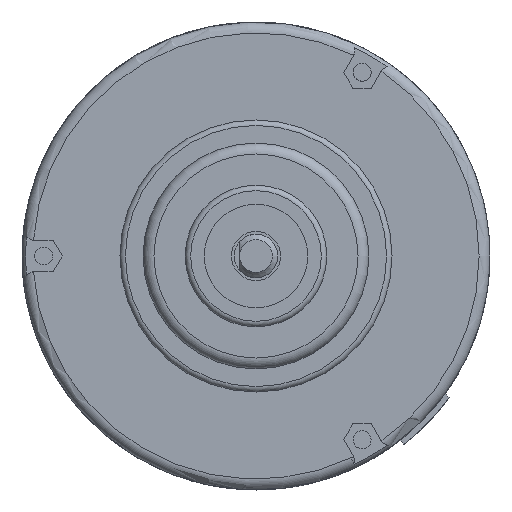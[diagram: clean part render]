
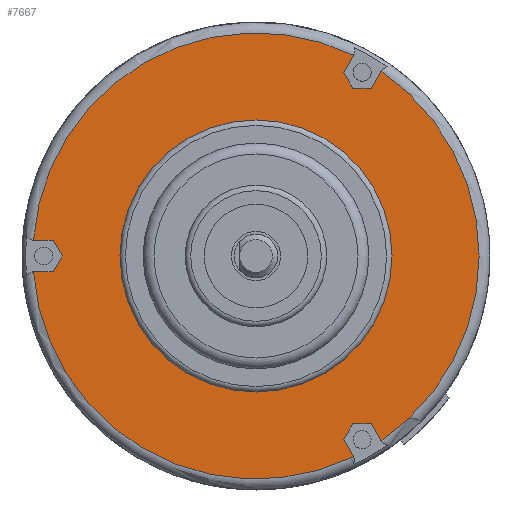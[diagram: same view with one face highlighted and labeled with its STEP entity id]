
A CAD part, left-side view. The second image highlights one B-rep face of the part: STEP entity #7667.
In plain terms, the highlighted planar face has unit normal (-1, 0, 0).
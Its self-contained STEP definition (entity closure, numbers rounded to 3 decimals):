
#6883=CARTESIAN_POINT('',(-48.,-16.126,33.731));
#6884=VERTEX_POINT('',#6883);
#6891=CARTESIAN_POINT('',(-48.,-17.8,30.831));
#6892=VERTEX_POINT('',#6891);
#6893=CARTESIAN_POINT('',(-48.,-17.8,30.831));
#6894=DIRECTION('',(0.0,0.5,0.866));
#6895=VECTOR('',#6894,3.349);
#6896=LINE('',#6893,#6895);
#6897=EDGE_CURVE('',#6892,#6884,#6896,.T.);
#6922=CARTESIAN_POINT('',(-48.,-21.149,30.831));
#6923=VERTEX_POINT('',#6922);
#6924=CARTESIAN_POINT('',(-48.,-21.149,30.831));
#6925=DIRECTION('',(0.0,1.0,0.0));
#6926=VECTOR('',#6925,3.349);
#6927=LINE('',#6924,#6926);
#6928=EDGE_CURVE('',#6923,#6892,#6927,.T.);
#6953=CARTESIAN_POINT('',(-48.,-22.865,33.803));
#6954=VERTEX_POINT('',#6953);
#6955=CARTESIAN_POINT('',(-48.,-22.865,33.803));
#6956=DIRECTION('',(0.0,0.5,-0.866));
#6957=VECTOR('',#6956,3.432);
#6958=LINE('',#6955,#6957);
#6959=EDGE_CURVE('',#6954,#6923,#6958,.T.);
#6977=CARTESIAN_POINT('',(-48.,-22.968,33.963));
#6978=VERTEX_POINT('',#6977);
#7000=CARTESIAN_POINT('',(-48.,-24.597,32.803));
#7001=DIRECTION('',(-1.0,0.,0.));
#7002=DIRECTION('',(0.,0.6,-0.8));
#7003=AXIS2_PLACEMENT_3D('',#7000,#7001,#7002);
#7004=CIRCLE('',#7003,2.);
#7005=EDGE_CURVE('',#6978,#6954,#7004,.T.);
#7015=CARTESIAN_POINT('',(-48.,-17.929,36.872));
#7016=VERTEX_POINT('',#7015);
#7032=CARTESIAN_POINT('',(-48.,-17.842,36.703));
#7033=VERTEX_POINT('',#7032);
#7034=CARTESIAN_POINT('',(-48.,-16.11,37.703));
#7035=DIRECTION('',(-1.,0.,0.));
#7036=DIRECTION('',(0.,0.866,0.5));
#7037=AXIS2_PLACEMENT_3D('',#7034,#7035,#7036);
#7038=CIRCLE('',#7037,2.0);
#7039=EDGE_CURVE('',#7033,#7016,#7038,.T.);
#7071=CARTESIAN_POINT('',(-48.,-16.126,33.731));
#7072=DIRECTION('',(0.0,-0.5,0.866));
#7073=VECTOR('',#7072,3.432);
#7074=LINE('',#7071,#7073);
#7075=EDGE_CURVE('',#6884,#7033,#7074,.T.);
#7110=CARTESIAN_POINT('',(-48.,-22.968,-33.963));
#7111=VERTEX_POINT('',#7110);
#7127=CARTESIAN_POINT('',(-48.,-22.865,-33.803));
#7128=VERTEX_POINT('',#7127);
#7129=CARTESIAN_POINT('',(-48.,-24.597,-32.803));
#7130=DIRECTION('',(-1.,0.,0.));
#7131=DIRECTION('',(0.,-0.866,0.5));
#7132=AXIS2_PLACEMENT_3D('',#7129,#7130,#7131);
#7133=CIRCLE('',#7132,2.0);
#7134=EDGE_CURVE('',#7128,#7111,#7133,.T.);
#7221=CARTESIAN_POINT('',(-48.,-21.149,-30.831));
#7222=VERTEX_POINT('',#7221);
#7223=CARTESIAN_POINT('',(-48.,-21.149,-30.831));
#7224=DIRECTION('',(0.0,-0.5,-0.866));
#7225=VECTOR('',#7224,3.432);
#7226=LINE('',#7223,#7225);
#7227=EDGE_CURVE('',#7222,#7128,#7226,.T.);
#7245=CARTESIAN_POINT('',(-48.,-17.8,-30.831));
#7246=VERTEX_POINT('',#7245);
#7247=CARTESIAN_POINT('',(-48.,-17.8,-30.831));
#7248=DIRECTION('',(0.0,-1.0,0.0));
#7249=VECTOR('',#7248,3.349);
#7250=LINE('',#7247,#7249);
#7251=EDGE_CURVE('',#7246,#7222,#7250,.T.);
#7269=CARTESIAN_POINT('',(-48.,-16.126,-33.731));
#7270=VERTEX_POINT('',#7269);
#7271=CARTESIAN_POINT('',(-48.,-16.126,-33.731));
#7272=DIRECTION('',(0.0,-0.5,0.866));
#7273=VECTOR('',#7272,3.349);
#7274=LINE('',#7271,#7273);
#7275=EDGE_CURVE('',#7270,#7246,#7274,.T.);
#7293=CARTESIAN_POINT('',(-48.,-17.842,-36.703));
#7294=VERTEX_POINT('',#7293);
#7295=CARTESIAN_POINT('',(-48.,-17.842,-36.703));
#7296=DIRECTION('',(0.0,0.5,0.866));
#7297=VECTOR('',#7296,3.432);
#7298=LINE('',#7295,#7297);
#7299=EDGE_CURVE('',#7294,#7270,#7298,.T.);
#7315=CARTESIAN_POINT('',(-48.,-17.929,-36.872));
#7316=VERTEX_POINT('',#7315);
#7332=CARTESIAN_POINT('',(-48.,-16.11,-37.703));
#7333=DIRECTION('',(-1.,0.,0.));
#7334=DIRECTION('',(0.,0.393,0.92));
#7335=AXIS2_PLACEMENT_3D('',#7332,#7333,#7334);
#7336=CIRCLE('',#7335,2.);
#7337=EDGE_CURVE('',#7316,#7294,#7336,.T.);
#7347=CARTESIAN_POINT('',(-48.,40.897,-2.909));
#7348=VERTEX_POINT('',#7347);
#7364=CARTESIAN_POINT('',(-48.,40.706,-2.9));
#7365=VERTEX_POINT('',#7364);
#7366=CARTESIAN_POINT('',(-48.,40.706,-4.9));
#7367=DIRECTION('',(-1.0,0.0,0.0));
#7368=DIRECTION('',(0.0,0.0,-1.0));
#7369=AXIS2_PLACEMENT_3D('',#7366,#7367,#7368);
#7370=CIRCLE('',#7369,2.0);
#7371=EDGE_CURVE('',#7365,#7348,#7370,.T.);
#7458=CARTESIAN_POINT('',(-48.,37.274,-2.9));
#7459=VERTEX_POINT('',#7458);
#7460=CARTESIAN_POINT('',(-48.,37.274,-2.9));
#7461=DIRECTION('',(0.0,1.0,0.0));
#7462=VECTOR('',#7461,3.432);
#7463=LINE('',#7460,#7462);
#7464=EDGE_CURVE('',#7459,#7365,#7463,.T.);
#7482=CARTESIAN_POINT('',(-48.,35.6,0.));
#7483=VERTEX_POINT('',#7482);
#7484=CARTESIAN_POINT('',(-48.,35.6,0.));
#7485=DIRECTION('',(0.0,0.5,-0.866));
#7486=VECTOR('',#7485,3.349);
#7487=LINE('',#7484,#7486);
#7488=EDGE_CURVE('',#7483,#7459,#7487,.T.);
#7506=CARTESIAN_POINT('',(-48.,37.274,2.9));
#7507=VERTEX_POINT('',#7506);
#7508=CARTESIAN_POINT('',(-48.,37.274,2.9));
#7509=DIRECTION('',(0.0,-0.5,-0.866));
#7510=VECTOR('',#7509,3.349);
#7511=LINE('',#7508,#7510);
#7512=EDGE_CURVE('',#7507,#7483,#7511,.T.);
#7530=CARTESIAN_POINT('',(-48.,40.706,2.9));
#7531=VERTEX_POINT('',#7530);
#7532=CARTESIAN_POINT('',(-48.,40.706,2.9));
#7533=DIRECTION('',(0.0,-1.0,0.0));
#7534=VECTOR('',#7533,3.432);
#7535=LINE('',#7532,#7534);
#7536=EDGE_CURVE('',#7531,#7507,#7535,.T.);
#7552=CARTESIAN_POINT('',(-48.,40.897,2.909));
#7553=VERTEX_POINT('',#7552);
#7569=CARTESIAN_POINT('',(-48.,40.706,4.9));
#7570=DIRECTION('',(-1.,0.,0.));
#7571=DIRECTION('',(0.,-0.993,-0.12));
#7572=AXIS2_PLACEMENT_3D('',#7569,#7570,#7571);
#7573=CIRCLE('',#7572,2.);
#7574=EDGE_CURVE('',#7553,#7531,#7573,.T.);
#7596=CARTESIAN_POINT('',(-48.,0.,0.));
#7597=DIRECTION('',(1.0,0.0,0.0));
#7598=DIRECTION('',(0.0,1.0,0.0));
#7599=AXIS2_PLACEMENT_3D('',#7596,#7597,#7598);
#7600=CIRCLE('',#7599,41.);
#7601=EDGE_CURVE('',#6978,#7111,#7600,.T.);
#7606=CARTESIAN_POINT('',(-48.,0.,0.));
#7607=DIRECTION('',(1.0,0.0,0.0));
#7608=DIRECTION('',(0.0,1.0,0.0));
#7609=AXIS2_PLACEMENT_3D('',#7606,#7607,#7608);
#7610=CIRCLE('',#7609,41.);
#7611=EDGE_CURVE('',#7316,#7348,#7610,.T.);
#7616=CARTESIAN_POINT('',(-48.,0.,0.));
#7617=DIRECTION('',(1.0,0.0,0.0));
#7618=DIRECTION('',(0.0,1.0,0.0));
#7619=AXIS2_PLACEMENT_3D('',#7616,#7617,#7618);
#7620=CIRCLE('',#7619,41.);
#7621=EDGE_CURVE('',#7553,#7016,#7620,.T.);
#7628=CARTESIAN_POINT('',(-48.,33.,0.));
#7629=DIRECTION('',(-1.0,0.0,0.0));
#7630=DIRECTION('',(0.0,0.0,1.0));
#7631=AXIS2_PLACEMENT_3D('',#7628,#7629,#7630);
#7632=PLANE('',#7631);
#7633=ORIENTED_EDGE('',*,*,#7005,.T.);
#7634=ORIENTED_EDGE('',*,*,#6959,.T.);
#7635=ORIENTED_EDGE('',*,*,#6928,.T.);
#7636=ORIENTED_EDGE('',*,*,#6897,.T.);
#7637=ORIENTED_EDGE('',*,*,#7075,.T.);
#7638=ORIENTED_EDGE('',*,*,#7039,.T.);
#7639=ORIENTED_EDGE('',*,*,#7621,.F.);
#7640=ORIENTED_EDGE('',*,*,#7574,.T.);
#7641=ORIENTED_EDGE('',*,*,#7536,.T.);
#7642=ORIENTED_EDGE('',*,*,#7512,.T.);
#7643=ORIENTED_EDGE('',*,*,#7488,.T.);
#7644=ORIENTED_EDGE('',*,*,#7464,.T.);
#7645=ORIENTED_EDGE('',*,*,#7371,.T.);
#7646=ORIENTED_EDGE('',*,*,#7611,.F.);
#7647=ORIENTED_EDGE('',*,*,#7337,.T.);
#7648=ORIENTED_EDGE('',*,*,#7299,.T.);
#7649=ORIENTED_EDGE('',*,*,#7275,.T.);
#7650=ORIENTED_EDGE('',*,*,#7251,.T.);
#7651=ORIENTED_EDGE('',*,*,#7227,.T.);
#7652=ORIENTED_EDGE('',*,*,#7134,.T.);
#7653=ORIENTED_EDGE('',*,*,#7601,.F.);
#7654=EDGE_LOOP('',(#7633,#7634,#7635,#7636,#7637,#7638,#7639,#7640,#7641,#7642,#7643,#7644,#7645,#7646,#7647,#7648,#7649,#7650,#7651,#7652,#7653));
#7655=FACE_OUTER_BOUND('',#7654,.T.);
#7656=CARTESIAN_POINT('',(-48.,25.,0.));
#7657=VERTEX_POINT('',#7656);
#7658=CARTESIAN_POINT('',(-48.,0.,0.));
#7659=DIRECTION('',(1.0,0.0,0.0));
#7660=DIRECTION('',(0.0,1.0,0.0));
#7661=AXIS2_PLACEMENT_3D('',#7658,#7659,#7660);
#7662=CIRCLE('',#7661,25.0);
#7663=EDGE_CURVE('',#7657,#7657,#7662,.T.);
#7664=ORIENTED_EDGE('',*,*,#7663,.T.);
#7665=EDGE_LOOP('',(#7664));
#7666=FACE_BOUND('',#7665,.T.);
#7667=ADVANCED_FACE('',(#7655,#7666),#7632,.T.);
